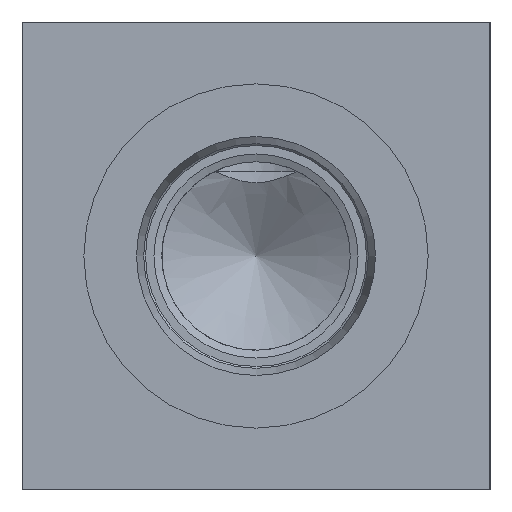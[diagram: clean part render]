
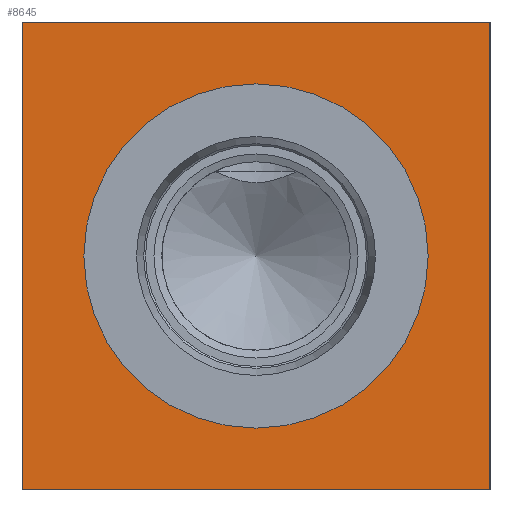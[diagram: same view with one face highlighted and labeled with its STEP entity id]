
A CAD part, left-side view. The second image highlights one B-rep face of the part: STEP entity #8645.
In plain terms, the highlighted planar face has unit normal (-1, 0, 0).
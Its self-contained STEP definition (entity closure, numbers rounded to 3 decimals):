
#373=CIRCLE('',#9242,21.019);
#374=CIRCLE('',#9243,21.019);
#449=FACE_BOUND('',#1645,.T.);
#682=PLANE('',#9256);
#1130=FACE_OUTER_BOUND('',#1644,.T.);
#1644=EDGE_LOOP('',(#7767,#7768,#7769,#7770));
#1645=EDGE_LOOP('',(#7771,#7772));
#1898=LINE('',#13316,#2637);
#2392=LINE('',#15070,#3131);
#2393=LINE('',#15071,#3132);
#2394=LINE('',#15072,#3133);
#2637=VECTOR('',#9615,10.);
#3131=VECTOR('',#11179,10.);
#3132=VECTOR('',#11180,10.);
#3133=VECTOR('',#11181,10.);
#3641=VERTEX_POINT('',#13309);
#3644=VERTEX_POINT('',#13314);
#4162=VERTEX_POINT('',#15039);
#4163=VERTEX_POINT('',#15040);
#4172=VERTEX_POINT('',#15068);
#4173=VERTEX_POINT('',#15069);
#4605=EDGE_CURVE('',#3644,#3641,#1898,.T.);
#5364=EDGE_CURVE('',#4162,#4163,#373,.T.);
#5365=EDGE_CURVE('',#4163,#4162,#374,.T.);
#5378=EDGE_CURVE('',#4172,#4173,#2392,.T.);
#5379=EDGE_CURVE('',#4173,#3641,#2393,.T.);
#5380=EDGE_CURVE('',#4172,#3644,#2394,.T.);
#7767=ORIENTED_EDGE('',*,*,#5378,.T.);
#7768=ORIENTED_EDGE('',*,*,#5379,.T.);
#7769=ORIENTED_EDGE('',*,*,#4605,.F.);
#7770=ORIENTED_EDGE('',*,*,#5380,.F.);
#7771=ORIENTED_EDGE('',*,*,#5364,.T.);
#7772=ORIENTED_EDGE('',*,*,#5365,.T.);
#8645=ADVANCED_FACE('',(#1130,#449),#682,.T.);
#9242=AXIS2_PLACEMENT_3D('',#15041,#11145,#11146);
#9243=AXIS2_PLACEMENT_3D('',#15042,#11147,#11148);
#9256=AXIS2_PLACEMENT_3D('',#15067,#11177,#11178);
#9615=DIRECTION('',(0.,-1.,0.));
#11145=DIRECTION('center_axis',(1.,0.,0.));
#11146=DIRECTION('ref_axis',(0.,0.,1.));
#11147=DIRECTION('center_axis',(1.,0.,0.));
#11148=DIRECTION('ref_axis',(0.,0.,1.));
#11177=DIRECTION('center_axis',(-1.,0.,0.));
#11178=DIRECTION('ref_axis',(0.,-1.,0.));
#11179=DIRECTION('',(0.,-1.,0.));
#11180=DIRECTION('',(0.,0.,1.));
#11181=DIRECTION('',(0.,0.,1.));
#13309=CARTESIAN_POINT('',(0.,0.,57.15));
#13314=CARTESIAN_POINT('',(0.,57.15,57.15));
#13316=CARTESIAN_POINT('',(0.,57.15,57.15));
#15039=CARTESIAN_POINT('',(0.,28.575,49.594));
#15040=CARTESIAN_POINT('',(0.,28.575,7.556));
#15041=CARTESIAN_POINT('Origin',(0.,28.575,28.575));
#15042=CARTESIAN_POINT('Origin',(0.,28.575,28.575));
#15067=CARTESIAN_POINT('Origin',(0.,57.15,0.));
#15068=CARTESIAN_POINT('',(0.,57.15,0.));
#15069=CARTESIAN_POINT('',(0.,0.,0.));
#15070=CARTESIAN_POINT('',(0.,57.15,0.));
#15071=CARTESIAN_POINT('',(0.,0.,0.));
#15072=CARTESIAN_POINT('',(0.,57.15,0.));
